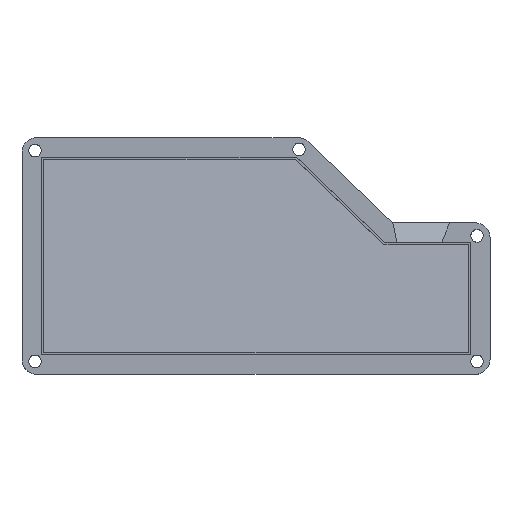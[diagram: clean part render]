
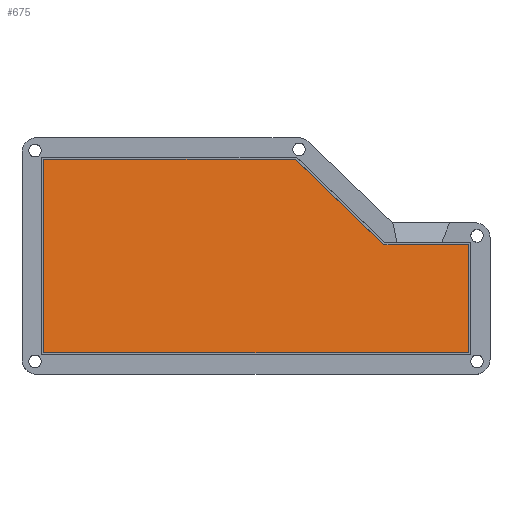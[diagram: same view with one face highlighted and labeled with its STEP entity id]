
A CAD part, top view. The second image highlights one B-rep face of the part: STEP entity #675.
In plain terms, the highlighted planar face has unit normal (0, 0.1, 0.995).
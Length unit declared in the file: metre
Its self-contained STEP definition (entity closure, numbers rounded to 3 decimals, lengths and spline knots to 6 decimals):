
#178=ORIENTED_EDGE('',*,*,#303,.F.);
#179=ORIENTED_EDGE('',*,*,#304,.F.);
#180=ORIENTED_EDGE('',*,*,#305,.F.);
#181=ORIENTED_EDGE('',*,*,#306,.F.);
#182=ORIENTED_EDGE('',*,*,#307,.F.);
#183=ORIENTED_EDGE('',*,*,#308,.F.);
#303=EDGE_CURVE('',#373,#374,#438,.F.);
#304=EDGE_CURVE('',#375,#373,#439,.F.);
#305=EDGE_CURVE('',#376,#375,#440,.F.);
#306=EDGE_CURVE('',#377,#376,#441,.F.);
#307=EDGE_CURVE('',#378,#377,#442,.F.);
#308=EDGE_CURVE('',#374,#378,#443,.T.);
#373=VERTEX_POINT('',#1101);
#374=VERTEX_POINT('',#1102);
#375=VERTEX_POINT('',#1104);
#376=VERTEX_POINT('',#1106);
#377=VERTEX_POINT('',#1108);
#378=VERTEX_POINT('',#1110);
#438=LINE('',#1100,#509);
#439=LINE('',#1103,#510);
#440=LINE('',#1105,#511);
#441=LINE('',#1107,#512);
#442=LINE('',#1109,#513);
#443=LINE('',#1111,#514);
#509=VECTOR('',#908,1.);
#510=VECTOR('',#909,1.);
#511=VECTOR('',#910,1.);
#512=VECTOR('',#911,1.);
#513=VECTOR('',#912,1.);
#514=VECTOR('',#913,1.);
#559=EDGE_LOOP('',(#178,#179,#180,#181,#182,#183));
#610=FACE_BOUND('',#559,.T.);
#640=PLANE('',#743);
#675=ADVANCED_FACE('',(#610),#640,.F.);
#743=AXIS2_PLACEMENT_3D('',#1099,#906,#907);
#906=DIRECTION('',(0.,-0.1,-0.995));
#907=DIRECTION('',(1.,0.,0.));
#908=DIRECTION('',(0.,-0.995,0.1));
#909=DIRECTION('',(1.,0.,0.));
#910=DIRECTION('',(0.,0.995,-0.1));
#911=DIRECTION('',(-1.,0.,0.));
#912=DIRECTION('',(-0.719,0.691,-0.069));
#913=DIRECTION('',(1.,0.,0.));
#1099=CARTESIAN_POINT('',(0.029,0.0447,0.005));
#1100=CARTESIAN_POINT('',(-0.000155,0.022076,0.007262));
#1101=CARTESIAN_POINT('',(-0.000155,0.,0.00947));
#1102=CARTESIAN_POINT('',(-0.000155,0.0447,0.005));
#1103=CARTESIAN_POINT('',(-0.000078,0.,0.00947));
#1104=CARTESIAN_POINT('',(0.098,0.,0.00947));
#1105=CARTESIAN_POINT('',(0.098,0.0447,0.005));
#1106=CARTESIAN_POINT('',(0.098,0.025,0.00697));
#1107=CARTESIAN_POINT('',(0.029,0.025,0.00697));
#1108=CARTESIAN_POINT('',(0.0785,0.025,0.00697));
#1109=CARTESIAN_POINT('',(0.042995,0.059119,0.003558));
#1110=CARTESIAN_POINT('',(0.058,0.0447,0.005));
#1111=CARTESIAN_POINT('',(0.029,0.0447,0.005));
